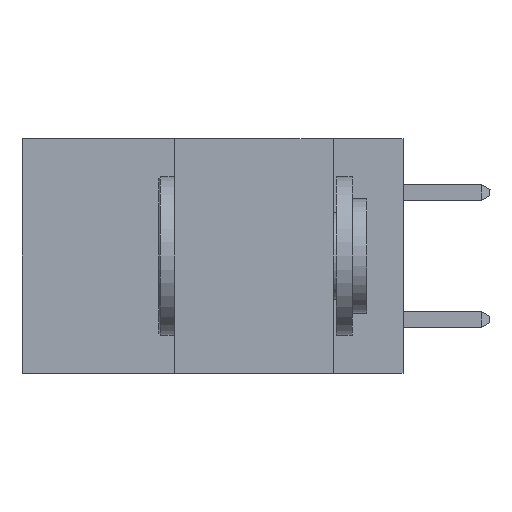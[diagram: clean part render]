
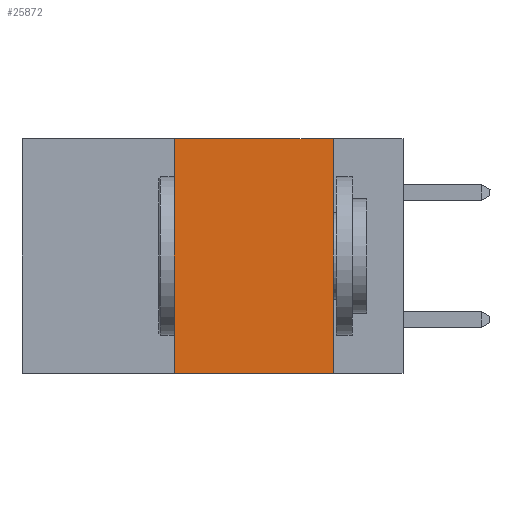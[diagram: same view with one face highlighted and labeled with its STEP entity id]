
A CAD part, left-side view. The second image highlights one B-rep face of the part: STEP entity #25872.
In plain terms, the highlighted planar face has unit normal (-1, 0, 0).
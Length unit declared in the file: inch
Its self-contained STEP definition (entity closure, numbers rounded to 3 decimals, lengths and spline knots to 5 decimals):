
#763 = LINE ( 'NONE', #22062, #28116 ) ;
#1243 = FACE_OUTER_BOUND ( 'NONE', #15749, .T. ) ;
#1718 = EDGE_CURVE ( 'NONE', #22716, #4794, #763, .T. ) ;
#2356 = ORIENTED_EDGE ( 'NONE', *, *, #1718, .F. ) ;
#3760 = EDGE_CURVE ( 'NONE', #21738, #15885, #19289, .T. ) ;
#4063 = CARTESIAN_POINT ( 'NONE',  ( 0., 0.36, -0.37 ) ) ;
#4778 = DIRECTION ( 'NONE',  ( 1., 0., 0. ) ) ;
#4794 = VERTEX_POINT ( 'NONE', #12658 ) ;
#5065 = EDGE_CURVE ( 'NONE', #15885, #22716, #24319, .T. ) ;
#5971 = CARTESIAN_POINT ( 'NONE',  ( 0., 0.6, 0. ) ) ;
#6329 = VECTOR ( 'NONE', #8115, 39.37008 ) ;
#6761 = EDGE_CURVE ( 'NONE', #21738, #4794, #23870, .T. ) ;
#8115 = DIRECTION ( 'NONE',  ( 0., -1., 0. ) ) ;
#9026 = DIRECTION ( 'NONE',  ( 0., 0., 1. ) ) ;
#10553 = DIRECTION ( 'NONE',  ( 0., 0., -1. ) ) ;
#12658 = CARTESIAN_POINT ( 'NONE',  ( 0., 0.11, -0.37 ) ) ;
#12942 = ORIENTED_EDGE ( 'NONE', *, *, #3760, .F. ) ;
#15611 = DIRECTION ( 'NONE',  ( 0., -1., 0. ) ) ;
#15749 = EDGE_LOOP ( 'NONE', ( #2356, #25959, #12942, #22127 ) ) ;
#15885 = VERTEX_POINT ( 'NONE', #24734 ) ;
#17653 = VECTOR ( 'NONE', #15611, 39.37008 ) ;
#18158 = PLANE ( 'NONE',  #21327 ) ;
#18213 = VECTOR ( 'NONE', #9026, 39.37008 ) ;
#19289 = LINE ( 'NONE', #23145, #18213 ) ;
#20623 = CARTESIAN_POINT ( 'NONE',  ( 0., 0.6, 0. ) ) ;
#21327 = AXIS2_PLACEMENT_3D ( 'NONE', #20623, #4778, #30462 ) ;
#21738 = VERTEX_POINT ( 'NONE', #4063 ) ;
#22062 = CARTESIAN_POINT ( 'NONE',  ( 0., 0.11, 0. ) ) ;
#22127 = ORIENTED_EDGE ( 'NONE', *, *, #6761, .T. ) ;
#22716 = VERTEX_POINT ( 'NONE', #25714 ) ;
#23145 = CARTESIAN_POINT ( 'NONE',  ( 0., 0.36, 0. ) ) ;
#23870 = LINE ( 'NONE', #29671, #17653 ) ;
#24319 = LINE ( 'NONE', #5971, #6329 ) ;
#24734 = CARTESIAN_POINT ( 'NONE',  ( 0., 0.36, 0. ) ) ;
#25714 = CARTESIAN_POINT ( 'NONE',  ( 0., 0.11, 0. ) ) ;
#25872 = ADVANCED_FACE ( 'NONE', ( #1243 ), #18158, .F. ) ;
#25959 = ORIENTED_EDGE ( 'NONE', *, *, #5065, .F. ) ;
#28116 = VECTOR ( 'NONE', #10553, 39.37008 ) ;
#29671 = CARTESIAN_POINT ( 'NONE',  ( 0., 0.6, -0.37 ) ) ;
#30462 = DIRECTION ( 'NONE',  ( 0., 0., -1. ) ) ;
